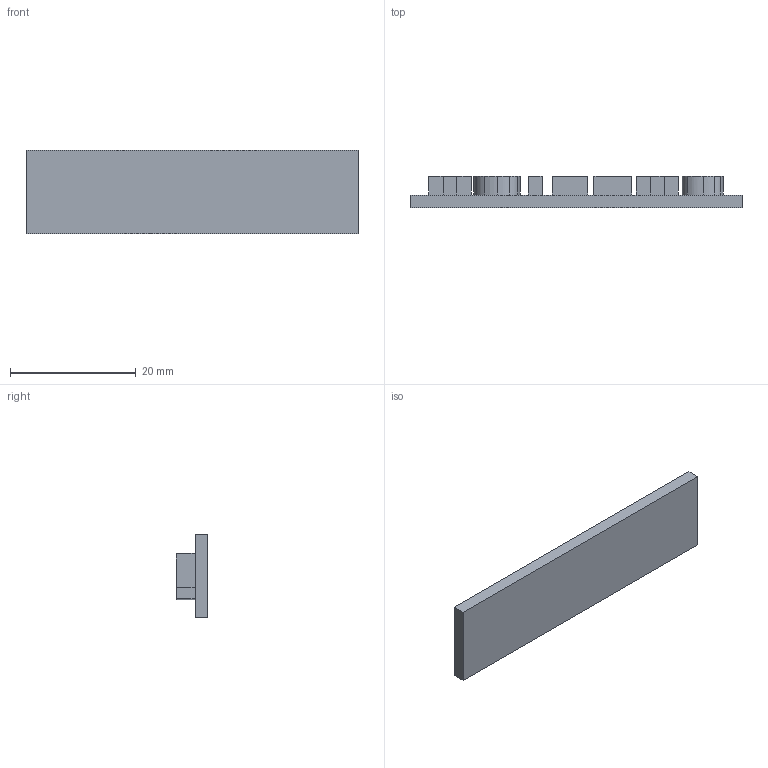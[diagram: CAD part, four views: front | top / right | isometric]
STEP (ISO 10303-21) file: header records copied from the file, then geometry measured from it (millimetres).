
FILE_DESCRIPTION(/* description */ (''),/* implementation_level */ '2;1');
FILE_NAME(/* name */ 'TOILETS TEXT v1.stp',/* time_stamp */ '2021-10-12T21:20:32+01:00',/* author */ (''),/* organization */ (''),/* preprocessor_version */ 'ST-DEVELOPER v18.1',/* originating_system */ 'Autodesk Translation Framework v10.10.0.1391',/* authorisation */ '');
FILE_SCHEMA (('AUTOMOTIVE_DESIGN { 1 0 10303 214 3 1 1 }'));
Length unit declared in the file: millimetre
Products named in the file (1): TOILETS TEXT
Bounding box: 52.83 x 5 x 13.28 mm (x, y, z)
Volume: 1955.9 mm3; surface area: 2311.8 mm2
Topology: 1 solids, 1 shells, 99 faces, 267 edges, 178 vertices
Faces by surface type: plane 54, bspline 45
Entity records: 3610 total; most frequent: CARTESIAN_POINT 1396, ORIENTED_EDGE 534, DIRECTION 287, EDGE_CURVE 267, VERTEX_POINT 178, LINE 177, VECTOR 177, EDGE_LOOP 107
